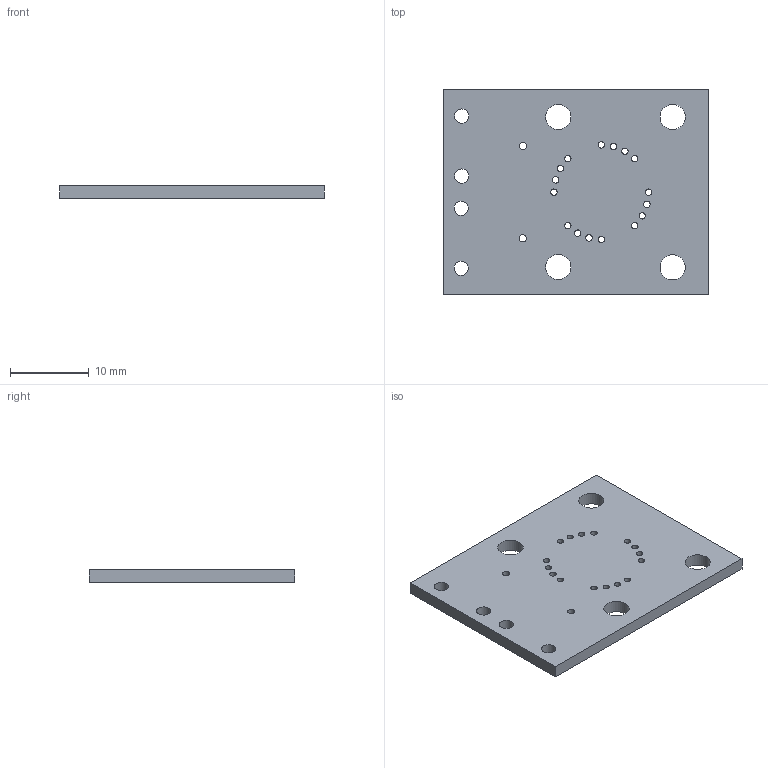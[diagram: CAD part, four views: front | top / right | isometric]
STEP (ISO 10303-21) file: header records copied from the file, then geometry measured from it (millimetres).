
FILE_DESCRIPTION(('FreeCAD Model'),'2;1');
FILE_NAME('Open CASCADE Shape Model','2025-05-05T20:16:56',('Author'),( ''),'Open CASCADE STEP processor 7.8','FreeCAD','Unknown');
FILE_SCHEMA(('AUTOMOTIVE_DESIGN { 1 0 10303 214 1 1 1 1 }'));
Length unit declared in the file: millimetre
Products named in the file (3): CoaxTestAdapter; Board_Geoms_daca; Pcb_daca
Assembly tree (2 placements, depth 3):
  CoaxTestAdapter
    Board_Geoms_daca
      Pcb_daca
Bounding box: 33.5 x 26 x 1.6 mm (x, y, z)
Volume: 1310.4 mm3; surface area: 2003.6 mm2
Topology: 1 solids, 1 shells, 32 faces, 90 edges, 60 vertices
Faces by surface type: cylinder 26, plane 6
Full cylindrical faces by diameter (mm): 0.813 x16, 0.92 x2, 1.8 x4, 3.2 x4
Entity records: 1228 total; most frequent: DIRECTION 212, CARTESIAN_POINT 185, ORIENTED_EDGE 180, EDGE_CURVE 90, AXIS2_PLACEMENT_3D 87, FACE_BOUND 84, EDGE_LOOP 84, VERTEX_POINT 60
